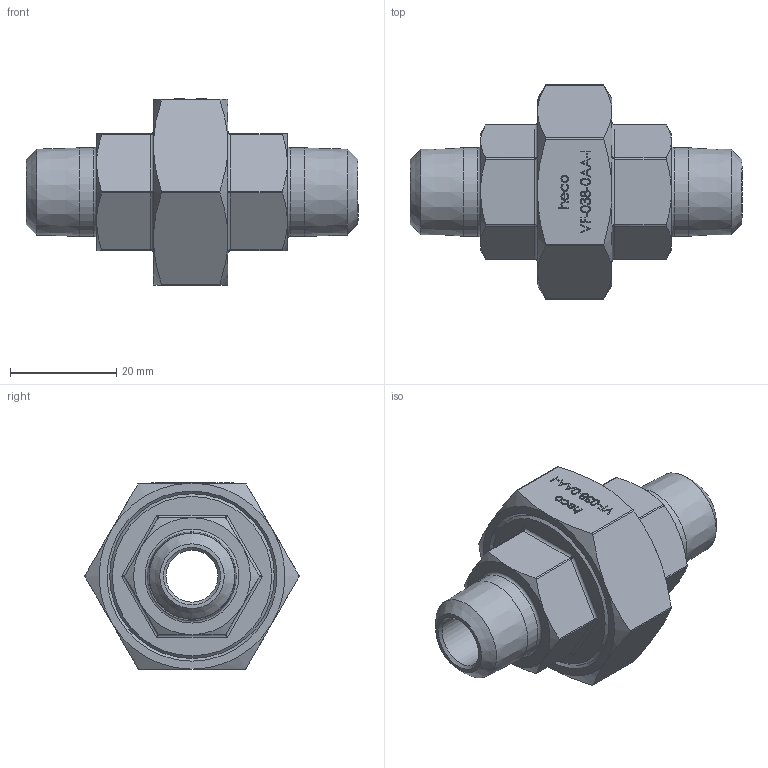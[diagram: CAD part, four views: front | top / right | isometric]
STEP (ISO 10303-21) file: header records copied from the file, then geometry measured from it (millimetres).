
FILE_DESCRIPTION (( 'STEP AP214' ), '1' );
FILE_NAME ('heco_VF-038-0AA-I.STEP', '2016-07-06T06:59:01', ( '' ), ( '' ), 'SwSTEP 2.0', 'SolidWorks 2011', '' );
FILE_SCHEMA (( 'AUTOMOTIVE_DESIGN' ));
Length unit declared in the file: millimetre
Products named in the file (1): heco_VF-038-0AA-I
Bounding box: 62.5 x 40.32 x 35.05 mm (x, y, z)
Volume: 22418.5 mm3; surface area: 8846.4 mm2
Topology: 1 solids, 1 shells, 294 faces, 719 edges, 447 vertices
Faces by surface type: plane 123, bspline 96, cylinder 38, cone 34, torus 3
Full cylindrical faces by diameter (mm): 9.8 x2, 13.8 x1, 16.662 x2, 29 x1, 30.4 x1, 31 x1
Entity records: 15255 total; most frequent: CARTESIAN_POINT 7434, ORIENTED_EDGE 1370, DIRECTION 859, EDGE_CURVE 685, VERTEX_POINT 446, VECTOR 357, LINE 357, EDGE_LOOP 349
